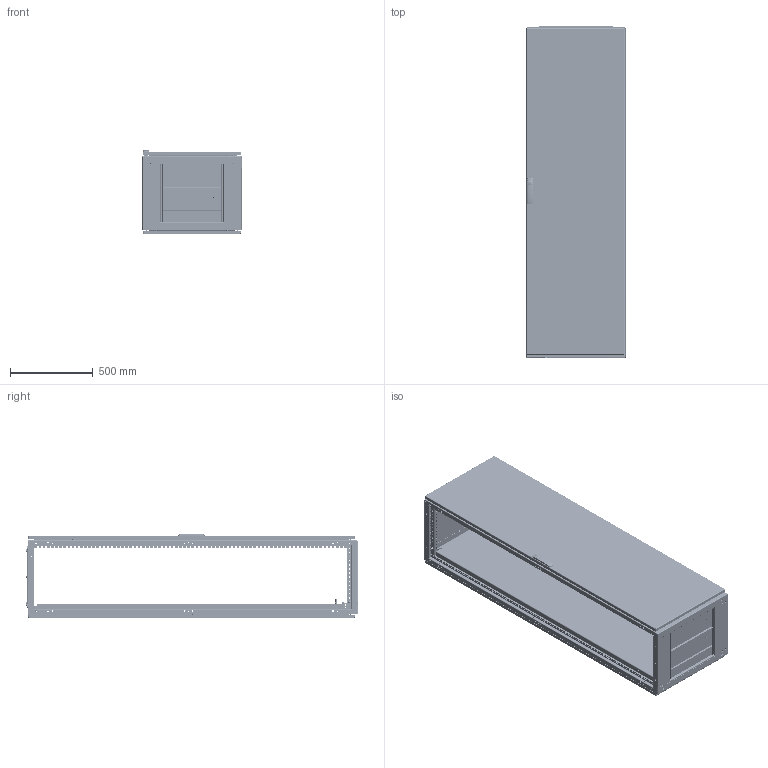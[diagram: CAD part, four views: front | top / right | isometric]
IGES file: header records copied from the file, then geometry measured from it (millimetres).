
Start section: SolidWorks IGES file using analytic representation for surfaces
Global section: file name: RS-625.igs; native system: SolidWorks 2007; preprocessor: SolidWorks 2007; author: Homeyer; date: 091008.113210; units: millimetre
Bounding box: 600 x 2009 x 512.94 mm (x, y, z)
Surface area: 13083662.6 mm2 (no closed solid volume)
Topology: 0 solids, 0 shells, 12301 faces, 151233 edges, 151079 vertices
Faces by surface type: bspline 7834, revolution 4467
